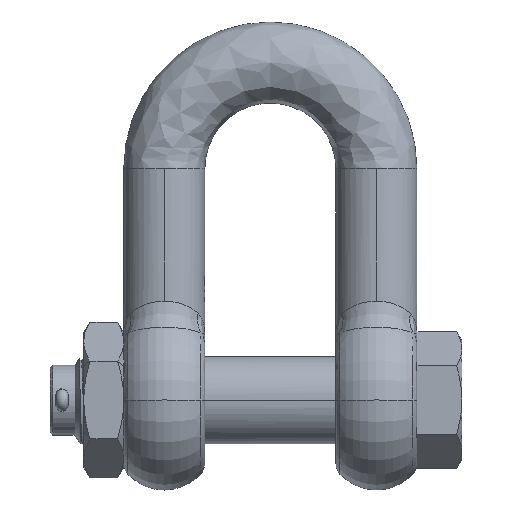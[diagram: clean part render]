
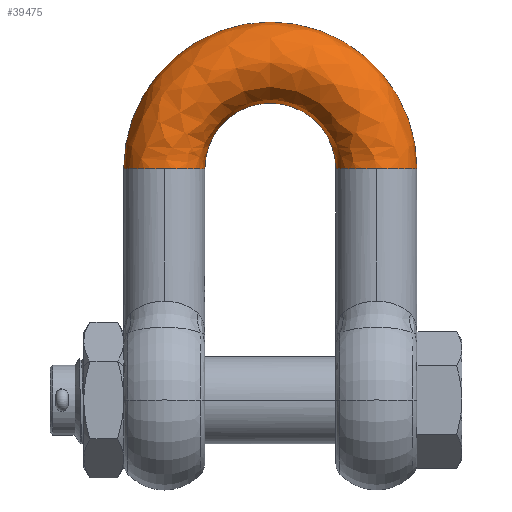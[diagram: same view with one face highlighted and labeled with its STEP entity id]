
A CAD part, top view. The second image highlights one B-rep face of the part: STEP entity #39475.
In plain terms, the highlighted free-form (B-spline) face has degree [3, 3] with [4, 4] control points.
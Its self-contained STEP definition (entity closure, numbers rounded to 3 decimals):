
#4526 = EDGE_CURVE ( 'NONE', #4652, #4527, #36620, .T. ) ;
#4527 = VERTEX_POINT ( 'NONE', #36615 ) ;
#4652 = VERTEX_POINT ( 'NONE', #36703 ) ;
#5327 = EDGE_CURVE ( 'NONE', #5416, #5328, #38700, .T. ) ;
#5328 = VERTEX_POINT ( 'NONE', #38681 ) ;
#5416 = VERTEX_POINT ( 'NONE', #38883 ) ;
#9623 = EDGE_CURVE ( 'NONE', #9765, #5416, #26569, .T. ) ;
#9765 = VERTEX_POINT ( 'NONE', #26561 ) ;
#12651 = EDGE_CURVE ( 'NONE', #18621, #4527, #27080, .T. ) ;
#18620 = EDGE_CURVE ( 'NONE', #5328, #18621, #29119, .T. ) ;
#18621 = VERTEX_POINT ( 'NONE', #29163 ) ;
#26561 = CARTESIAN_POINT ( 'NONE',  ( 52.5, 185.5, 0. ) ) ;
#26565 = DIRECTION ( 'NONE',  ( -1., 0., 0. ) ) ;
#26566 = DIRECTION ( 'NONE',  ( 0., 0., 1. ) ) ;
#26567 = CARTESIAN_POINT ( 'NONE',  ( 0., 185.5, 0. ) ) ;
#26568 = AXIS2_PLACEMENT_3D ( 'NONE', #26567, #26566, #26565 ) ;
#26569 = CIRCLE ( 'NONE', #26568, 52.5 ) ;
#27080 = CIRCLE ( 'NONE', #27108, 117.5 ) ;
#27105 = DIRECTION ( 'NONE',  ( -1., 0., 0. ) ) ;
#27106 = DIRECTION ( 'NONE',  ( 0., 0., -1. ) ) ;
#27107 = CARTESIAN_POINT ( 'NONE',  ( 0., 185.5, 0. ) ) ;
#27108 = AXIS2_PLACEMENT_3D ( 'NONE', #27107, #27106, #27105 ) ;
#28896 = DIRECTION ( 'NONE',  ( 0., 0., -1. ) ) ;
#29113 = DIRECTION ( 'NONE',  ( 0., -1., 0. ) ) ;
#29114 = CARTESIAN_POINT ( 'NONE',  ( -85., 185.5, 0. ) ) ;
#29115 = AXIS2_PLACEMENT_3D ( 'NONE', #29114, #29113, #28896 ) ;
#29119 = CIRCLE ( 'NONE', #29115, 32.5 ) ;
#29163 = CARTESIAN_POINT ( 'NONE',  ( -117.5, 185.5, 0. ) ) ;
#30075 = FACE_OUTER_BOUND ( 'NONE', #39473, .T. ) ;
#30096 = CARTESIAN_POINT ( 'NONE',  ( 117.5, 185.5, 0. ) ) ;
#30097 = CARTESIAN_POINT ( 'NONE',  ( 117.5, 420.5, 0. ) ) ;
#30098 = CARTESIAN_POINT ( 'NONE',  ( -117.5, 420.5, 0. ) ) ;
#30099 = CARTESIAN_POINT ( 'NONE',  ( -117.5, 185.5, 0. ) ) ;
#30100 = CARTESIAN_POINT ( 'NONE',  ( 117.5, 185.5, 65. ) ) ;
#30101 = CARTESIAN_POINT ( 'NONE',  ( 117.5, 420.5, 65. ) ) ;
#30102 = CARTESIAN_POINT ( 'NONE',  ( -117.5, 420.5, 65. ) ) ;
#30103 = CARTESIAN_POINT ( 'NONE',  ( -117.5, 185.5, 65. ) ) ;
#30104 = CARTESIAN_POINT ( 'NONE',  ( 52.5, 185.5, 65. ) ) ;
#30105 = CARTESIAN_POINT ( 'NONE',  ( 52.5, 290.5, 65. ) ) ;
#30106 = CARTESIAN_POINT ( 'NONE',  ( -52.5, 290.5, 65. ) ) ;
#30107 = CARTESIAN_POINT ( 'NONE',  ( -52.5, 185.5, 65. ) ) ;
#30108 = CARTESIAN_POINT ( 'NONE',  ( 52.5, 185.5, 0. ) ) ;
#30109 = CARTESIAN_POINT ( 'NONE',  ( 52.5, 290.5, 0. ) ) ;
#30110 = CARTESIAN_POINT ( 'NONE',  ( -52.5, 290.5, 0. ) ) ;
#30111 = CARTESIAN_POINT ( 'NONE',  ( -52.5, 185.5, 0. ) ) ;
#30116 =( BOUNDED_SURFACE ( )  B_SPLINE_SURFACE ( 3, 3, ( 
 ( #30111, #30110, #30109, #30108 ),
 ( #30107, #30106, #30105, #30104 ),
 ( #30103, #30102, #30101, #30100 ),
 ( #30099, #30098, #30097, #30096 ) ),
 .UNSPECIFIED., .F., .F., .F. ) 
 B_SPLINE_SURFACE_WITH_KNOTS ( ( 4, 4 ),
 ( 4, 4 ),
 ( 0., 1. ),
 ( 0., 1. ),
 .UNSPECIFIED. ) 
 GEOMETRIC_REPRESENTATION_ITEM ( )  RATIONAL_B_SPLINE_SURFACE ( (
 ( 1., 0.333, 0.333, 1.),
 ( 0.333, 0.111, 0.111, 0.333),
 ( 0.333, 0.111, 0.111, 0.333),
 ( 1., 0.333, 0.333, 1.) ) ) 
 REPRESENTATION_ITEM ( '' )  SURFACE ( )  );
#30373 = DIRECTION ( 'NONE',  ( 1., 0., 0. ) ) ;
#30374 = DIRECTION ( 'NONE',  ( 0., 1., 0. ) ) ;
#30375 = CARTESIAN_POINT ( 'NONE',  ( 85., 185.5, 0. ) ) ;
#30376 = AXIS2_PLACEMENT_3D ( 'NONE', #30375, #30374, #30373 ) ;
#30377 = CIRCLE ( 'NONE', #30376, 32.5 ) ;
#36615 = CARTESIAN_POINT ( 'NONE',  ( 117.5, 185.5, 0. ) ) ;
#36616 = DIRECTION ( 'NONE',  ( 1., 0., 0. ) ) ;
#36617 = DIRECTION ( 'NONE',  ( 0., 1., 0. ) ) ;
#36618 = CARTESIAN_POINT ( 'NONE',  ( 85., 185.5, 0. ) ) ;
#36619 = AXIS2_PLACEMENT_3D ( 'NONE', #36618, #36617, #36616 ) ;
#36620 = CIRCLE ( 'NONE', #36619, 32.5 ) ;
#36703 = CARTESIAN_POINT ( 'NONE',  ( 85., 185.5, 32.5 ) ) ;
#38681 = CARTESIAN_POINT ( 'NONE',  ( -85., 185.5, 32.5 ) ) ;
#38682 = DIRECTION ( 'NONE',  ( 0., 0., -1. ) ) ;
#38697 = DIRECTION ( 'NONE',  ( 0., -1., 0. ) ) ;
#38698 = CARTESIAN_POINT ( 'NONE',  ( -85., 185.5, 0. ) ) ;
#38699 = AXIS2_PLACEMENT_3D ( 'NONE', #38698, #38697, #38682 ) ;
#38700 = CIRCLE ( 'NONE', #38699, 32.5 ) ;
#38883 = CARTESIAN_POINT ( 'NONE',  ( -52.5, 185.5, 0. ) ) ;
#39473 = EDGE_LOOP ( 'NONE', ( #39476, #39577, #39579, #39576, #39570, #39531 ) ) ;
#39475 = ADVANCED_FACE ( 'NONE', ( #30075 ), #30116, .F. ) ;
#39476 = ORIENTED_EDGE ( 'NONE', *, *, #5327, .F. ) ;
#39531 = ORIENTED_EDGE ( 'NONE', *, *, #18620, .F. ) ;
#39570 = ORIENTED_EDGE ( 'NONE', *, *, #12651, .F. ) ;
#39576 = ORIENTED_EDGE ( 'NONE', *, *, #4526, .T. ) ;
#39577 = ORIENTED_EDGE ( 'NONE', *, *, #9623, .F. ) ;
#39579 = ORIENTED_EDGE ( 'NONE', *, *, #39580, .T. ) ;
#39580 = EDGE_CURVE ( 'NONE', #9765, #4652, #30377, .T. ) ;
